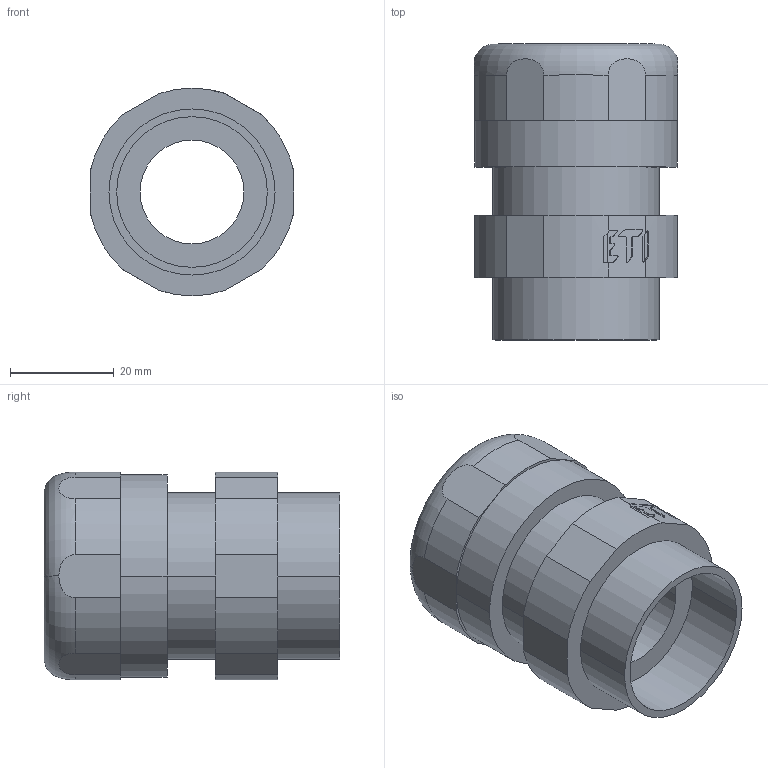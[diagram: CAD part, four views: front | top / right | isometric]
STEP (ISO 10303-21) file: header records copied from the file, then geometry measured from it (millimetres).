
FILE_DESCRIPTION((''),'2;1');
FILE_NAME('32_ASM','2021-05-12T',('marketing.praksa'),('Audax d.o.o.'),'CREO PARAMETRIC BY PTC INC, 2017480','CREO PARAMETRIC BY PTC INC, 2017480','');
FILE_SCHEMA(('AUTOMOTIVE_DESIGN { 1 0 10303 214 1 1 1 1 }'));
Products named in the file (3): PRT0003; 32-WL; 32_ASM
Assembly tree (2 placements, depth 2):
  32_ASM
    PRT0003
    32-WL
Bounding box: 39.14 x 57 x 40 mm (x, y, z)
Volume: 38507.2 mm3; surface area: 13187.4 mm2
Topology: 4 solids, 4 shells, 150 faces, 412 edges, 276 vertices
Faces by surface type: plane 78, cylinder 70, revolution 2
Entity records: 7620 total; most frequent: CARTESIAN_POINT 1113, DIRECTION 830, ORIENTED_EDGE 824, PRESENTATION_STYLE_ASSIGNMENT 568, STYLED_ITEM 568, CURVE_STYLE 414, EDGE_CURVE 412, AXIS2_PLACEMENT_3D 289
